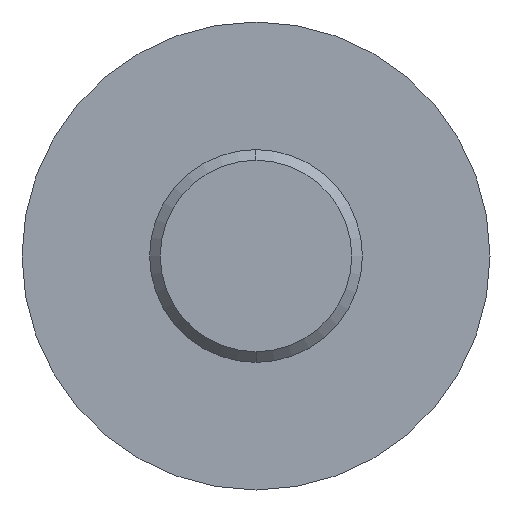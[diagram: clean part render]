
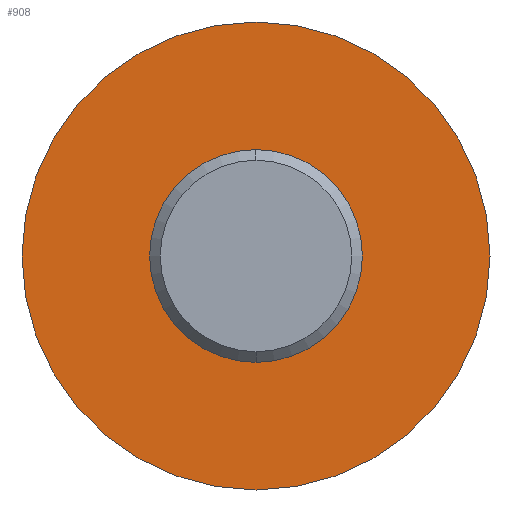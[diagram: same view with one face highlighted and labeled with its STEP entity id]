
A CAD part, left-side view. The second image highlights one B-rep face of the part: STEP entity #908.
In plain terms, the highlighted planar face has unit normal (-1, 0, 0).
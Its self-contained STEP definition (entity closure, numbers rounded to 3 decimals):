
#26 = ORIENTED_EDGE ( 'NONE', *, *, #613, .T. ) ;
#28 = CARTESIAN_POINT ( 'NONE',  ( -2., 0., 0. ) ) ;
#37 = CARTESIAN_POINT ( 'NONE',  ( -2., 0., 11. ) ) ;
#50 = VERTEX_POINT ( 'NONE', #37 ) ;
#100 = ORIENTED_EDGE ( 'NONE', *, *, #587, .T. ) ;
#114 = AXIS2_PLACEMENT_3D ( 'NONE', #738, #876, #578 ) ;
#130 = CARTESIAN_POINT ( 'NONE',  ( -2., 0., 4.5 ) ) ;
#162 = DIRECTION ( 'NONE',  ( 0., 0., 1. ) ) ;
#177 = DIRECTION ( 'NONE',  ( -1., 0., 0. ) ) ;
#200 = CARTESIAN_POINT ( 'NONE',  ( -2., 0., 0. ) ) ;
#214 = AXIS2_PLACEMENT_3D ( 'NONE', #874, #365, #805 ) ;
#232 = ORIENTED_EDGE ( 'NONE', *, *, #833, .F. ) ;
#256 = CIRCLE ( 'NONE', #114, 11. ) ;
#351 = EDGE_LOOP ( 'NONE', ( #26, #100 ) ) ;
#365 = DIRECTION ( 'NONE',  ( -1., 0., 0. ) ) ;
#372 = VERTEX_POINT ( 'NONE', #431 ) ;
#423 = DIRECTION ( 'NONE',  ( -1., 0., 0. ) ) ;
#431 = CARTESIAN_POINT ( 'NONE',  ( -2., 0., -4.5 ) ) ;
#453 = CARTESIAN_POINT ( 'NONE',  ( -2., 0., 0. ) ) ;
#479 = EDGE_CURVE ( 'NONE', #372, #851, #619, .T. ) ;
#529 = AXIS2_PLACEMENT_3D ( 'NONE', #200, #423, #768 ) ;
#555 = VERTEX_POINT ( 'NONE', #665 ) ;
#578 = DIRECTION ( 'NONE',  ( 0., 0., 1. ) ) ;
#587 = EDGE_CURVE ( 'NONE', #50, #555, #819, .T. ) ;
#613 = EDGE_CURVE ( 'NONE', #555, #50, #256, .T. ) ;
#619 = CIRCLE ( 'NONE', #669, 4.5 ) ;
#651 = DIRECTION ( 'NONE',  ( 0., 0., 1. ) ) ;
#654 = AXIS2_PLACEMENT_3D ( 'NONE', #453, #177, #162 ) ;
#658 = PLANE ( 'NONE',  #214 ) ;
#665 = CARTESIAN_POINT ( 'NONE',  ( -2., 0., -11. ) ) ;
#669 = AXIS2_PLACEMENT_3D ( 'NONE', #28, #727, #651 ) ;
#719 = FACE_BOUND ( 'NONE', #808, .T. ) ;
#727 = DIRECTION ( 'NONE',  ( -1., 0., 0. ) ) ;
#738 = CARTESIAN_POINT ( 'NONE',  ( -2., 0., 0. ) ) ;
#768 = DIRECTION ( 'NONE',  ( 0., 0., 1. ) ) ;
#805 = DIRECTION ( 'NONE',  ( 0., 0., 1. ) ) ;
#808 = EDGE_LOOP ( 'NONE', ( #232, #877 ) ) ;
#819 = CIRCLE ( 'NONE', #654, 11. ) ;
#833 = EDGE_CURVE ( 'NONE', #851, #372, #915, .T. ) ;
#851 = VERTEX_POINT ( 'NONE', #130 ) ;
#874 = CARTESIAN_POINT ( 'NONE',  ( -2., 0., 0. ) ) ;
#876 = DIRECTION ( 'NONE',  ( -1., 0., 0. ) ) ;
#877 = ORIENTED_EDGE ( 'NONE', *, *, #479, .F. ) ;
#883 = FACE_OUTER_BOUND ( 'NONE', #351, .T. ) ;
#908 = ADVANCED_FACE ( 'NONE', ( #883, #719 ), #658, .T. ) ;
#915 = CIRCLE ( 'NONE', #529, 4.5 ) ;
